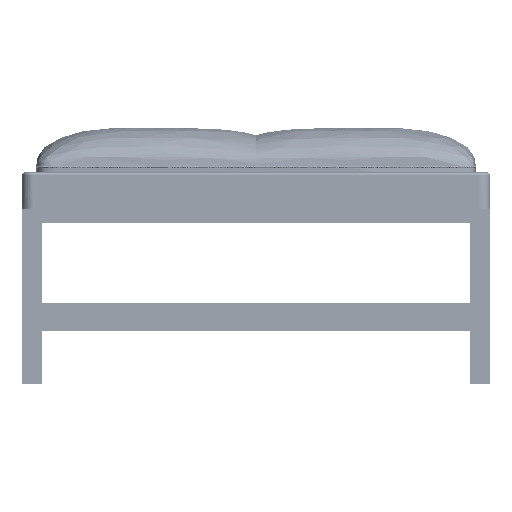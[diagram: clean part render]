
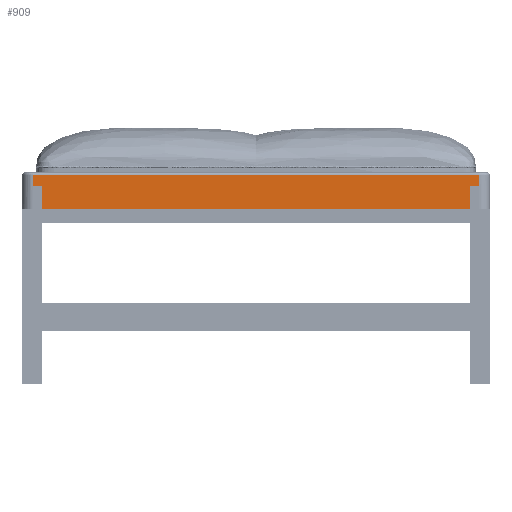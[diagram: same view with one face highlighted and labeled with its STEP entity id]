
A CAD part, left-side view. The second image highlights one B-rep face of the part: STEP entity #909.
In plain terms, the highlighted planar face has unit normal (-1, 0, 0).
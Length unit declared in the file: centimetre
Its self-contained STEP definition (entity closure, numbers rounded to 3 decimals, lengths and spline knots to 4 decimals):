
#418=PLANE('',#7518);
#909=ADVANCED_FACE('',(#1324),#418,.T.);
#1324=FACE_OUTER_BOUND('',#1743,.T.);
#1743=EDGE_LOOP('',(#3626,#3627,#3628,#3629,#3630,#3631,#3632,#3633));
#3626=ORIENTED_EDGE('',*,*,#5128,.T.);
#3627=ORIENTED_EDGE('',*,*,#5102,.F.);
#3628=ORIENTED_EDGE('',*,*,#5063,.F.);
#3629=ORIENTED_EDGE('',*,*,#5064,.F.);
#3630=ORIENTED_EDGE('',*,*,#5114,.F.);
#3631=ORIENTED_EDGE('',*,*,#5129,.T.);
#3632=ORIENTED_EDGE('',*,*,#5130,.T.);
#3633=ORIENTED_EDGE('',*,*,#5096,.F.);
#5063=EDGE_CURVE('',#7088,#7084,#6220,.T.);
#5064=EDGE_CURVE('',#7089,#7088,#6221,.T.);
#5096=EDGE_CURVE('',#7105,#7106,#6248,.T.);
#5102=EDGE_CURVE('',#7084,#7111,#6252,.T.);
#5114=EDGE_CURVE('',#7124,#7089,#6263,.T.);
#5128=EDGE_CURVE('',#7105,#7111,#6275,.T.);
#5129=EDGE_CURVE('',#7124,#7133,#6276,.T.);
#5130=EDGE_CURVE('',#7133,#7106,#6277,.T.);
#6220=B_SPLINE_CURVE_WITH_KNOTS('',1,(#15861,#15862),.UNSPECIFIED.,.F.,
 .F.,(2,2),(1885.,1900.),.UNSPECIFIED.);
#6221=B_SPLINE_CURVE_WITH_KNOTS('',1,(#15863,#15864),.UNSPECIFIED.,.F.,
 .F.,(2,2),(0.,40.),.UNSPECIFIED.);
#6248=B_SPLINE_CURVE_WITH_KNOTS('',1,(#15933,#15934),.UNSPECIFIED.,.F.,
 .F.,(2,2),(-60.,-40.),.UNSPECIFIED.);
#6252=B_SPLINE_CURVE_WITH_KNOTS('',1,(#15947,#15948),.UNSPECIFIED.,.F.,
 .F.,(2,2),(40.,60.),.UNSPECIFIED.);
#6263=B_SPLINE_CURVE_WITH_KNOTS('',1,(#15977,#15978),.UNSPECIFIED.,.F.,
 .F.,(2,2),(0.,2.),.UNSPECIFIED.);
#6275=B_SPLINE_CURVE_WITH_KNOTS('',1,(#16008,#16009),.UNSPECIFIED.,.F.,
 .F.,(2,2),(0.,800.),.UNSPECIFIED.);
#6276=B_SPLINE_CURVE_WITH_KNOTS('',1,(#16010,#16011),.UNSPECIFIED.,.F.,
 .F.,(2,2),(-170.8665,-130.8665),.UNSPECIFIED.);
#6277=B_SPLINE_CURVE_WITH_KNOTS('',1,(#16012,#16013),.UNSPECIFIED.,.F.,
 .F.,(2,2),(-1095.,-1080.),.UNSPECIFIED.);
#7084=VERTEX_POINT('',#14141);
#7088=VERTEX_POINT('',#14145);
#7089=VERTEX_POINT('',#14146);
#7105=VERTEX_POINT('',#14162);
#7106=VERTEX_POINT('',#14163);
#7111=VERTEX_POINT('',#14168);
#7124=VERTEX_POINT('',#14181);
#7133=VERTEX_POINT('',#14190);
#7518=AXIS2_PLACEMENT_3D('',#13485,#7909,$);
#7909=DIRECTION('',(-1.,0.,0.));
#13485=CARTESIAN_POINT('',(-34.,-108.,31.5));
#14141=CARTESIAN_POINT('',(-34.,82.,35.5));
#14145=CARTESIAN_POINT('',(-34.,80.5,35.5));
#14146=CARTESIAN_POINT('',(-34.,80.5,31.5));
#14162=CARTESIAN_POINT('',(-34.,2.,37.5));
#14163=CARTESIAN_POINT('',(-34.,2.,35.5));
#14168=CARTESIAN_POINT('',(-34.,82.,37.5));
#14181=CARTESIAN_POINT('',(-34.,3.5,31.5));
#14190=CARTESIAN_POINT('',(-34.,3.5,35.5));
#15861=CARTESIAN_POINT('',(-34.,80.5,35.5));
#15862=CARTESIAN_POINT('',(-34.,82.,35.5));
#15863=CARTESIAN_POINT('',(-34.,80.5,31.5));
#15864=CARTESIAN_POINT('',(-34.,80.5,35.5));
#15933=CARTESIAN_POINT('',(-34.,2.,37.5));
#15934=CARTESIAN_POINT('',(-34.,2.,35.5));
#15947=CARTESIAN_POINT('',(-34.,82.,35.5));
#15948=CARTESIAN_POINT('',(-34.,82.,37.5));
#15977=CARTESIAN_POINT('',(-34.,3.5,31.5));
#15978=CARTESIAN_POINT('',(-34.,80.5,31.5));
#16008=CARTESIAN_POINT('',(-34.,2.,37.5));
#16009=CARTESIAN_POINT('',(-34.,82.,37.5));
#16010=CARTESIAN_POINT('',(-34.,3.5,31.5));
#16011=CARTESIAN_POINT('',(-34.,3.5,35.5));
#16012=CARTESIAN_POINT('',(-34.,3.5,35.5));
#16013=CARTESIAN_POINT('',(-34.,2.,35.5));
